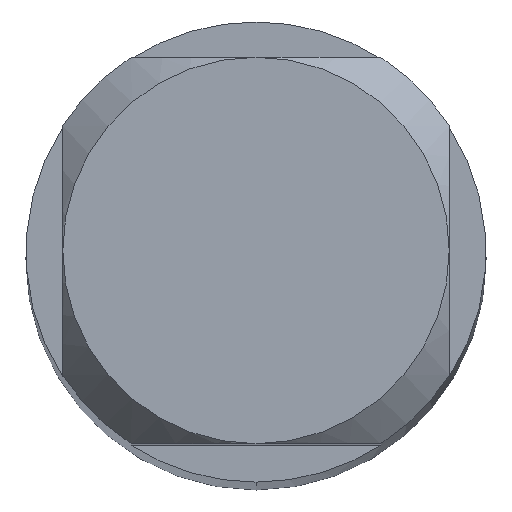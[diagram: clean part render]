
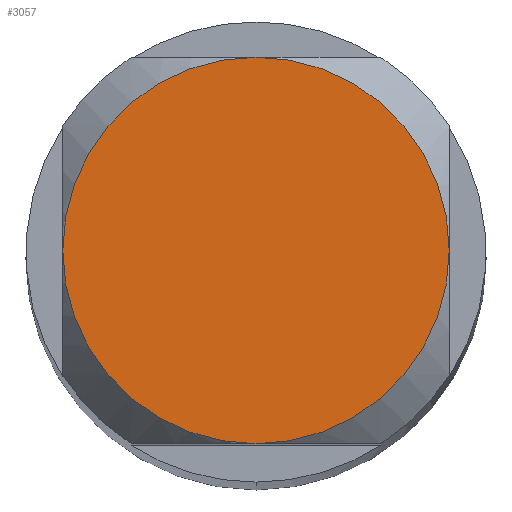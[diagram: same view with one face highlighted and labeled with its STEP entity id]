
A CAD part, top view. The second image highlights one B-rep face of the part: STEP entity #3057.
In plain terms, the highlighted planar face has unit normal (0, 0, 1).
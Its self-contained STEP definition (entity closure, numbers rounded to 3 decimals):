
#1999=EDGE_CURVE('',#5651,#4151,#5832,.T.);
#2309=EDGE_CURVE('',#4441,#5651,#6164,.T.);
#2637=EDGE_CURVE('',#4151,#4245,#6524,.T.);
#3057=ADVANCED_FACE('',(#6986),#6987,.T.);
#4151=VERTEX_POINT('',#8182);
#4245=VERTEX_POINT('',#8280);
#4441=VERTEX_POINT('',#8500);
#5261=EDGE_CURVE('',#4245,#4441,#9392,.T.);
#5651=VERTEX_POINT('',#9817);
#5832=CIRCLE('',#10099,1.05);
#6164=CIRCLE('',#10899,1.05);
#6524=CIRCLE('',#11642,1.05);
#6986=FACE_OUTER_BOUND('',#13059,.T.);
#6987=PLANE('',#13060);
#8182=CARTESIAN_POINT('',(1.05,0.0,0.0));
#8280=CARTESIAN_POINT('',(0.0,-1.05,0.0));
#8500=CARTESIAN_POINT('',(-1.05,0.0,0.0));
#9392=CIRCLE('',#18948,1.05);
#9817=CARTESIAN_POINT('',(0.0,1.05,0.0));
#10099=AXIS2_PLACEMENT_3D('',#20611,#20612,#20613);
#10899=AXIS2_PLACEMENT_3D('',#20906,#20907,#20908);
#11642=AXIS2_PLACEMENT_3D('',#21322,#21323,#21324);
#13059=EDGE_LOOP('',(#21800,#21801,#21802,#21803));
#13060=AXIS2_PLACEMENT_3D('',#21804,#21805,#21806);
#18948=AXIS2_PLACEMENT_3D('',#24454,#24455,#24456);
#20611=CARTESIAN_POINT('',(0.0,0.0,0.0));
#20612=DIRECTION('',(0.0,0.0,-1.0));
#20613=DIRECTION('',(0.0,1.0,0.0));
#20906=CARTESIAN_POINT('',(0.0,0.0,0.0));
#20907=DIRECTION('',(0.0,0.0,-1.0));
#20908=DIRECTION('',(0.0,1.0,0.0));
#21322=CARTESIAN_POINT('',(0.0,0.0,0.0));
#21323=DIRECTION('',(0.0,0.0,-1.0));
#21324=DIRECTION('',(0.0,1.0,0.0));
#21800=ORIENTED_EDGE('',*,*,#1999,.F.);
#21801=ORIENTED_EDGE('',*,*,#2309,.F.);
#21802=ORIENTED_EDGE('',*,*,#5261,.F.);
#21803=ORIENTED_EDGE('',*,*,#2637,.F.);
#21804=CARTESIAN_POINT('',(0.0,0.525,0.0));
#21805=DIRECTION('',(-0.0,0.0,1.0));
#21806=DIRECTION('',(0.0,-1.0,0.0));
#24454=CARTESIAN_POINT('',(0.0,0.0,0.0));
#24455=DIRECTION('',(0.0,0.0,-1.0));
#24456=DIRECTION('',(0.0,1.0,0.0));
